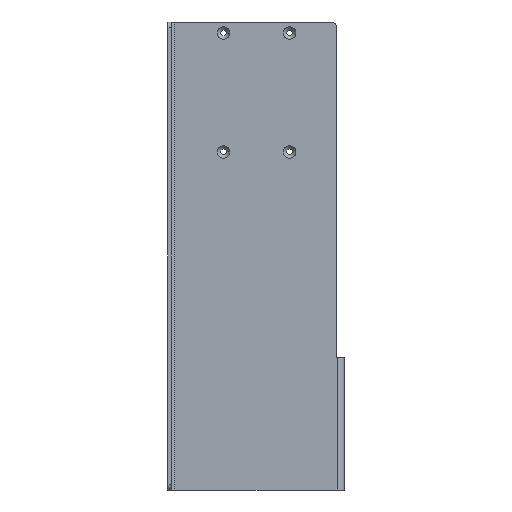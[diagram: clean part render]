
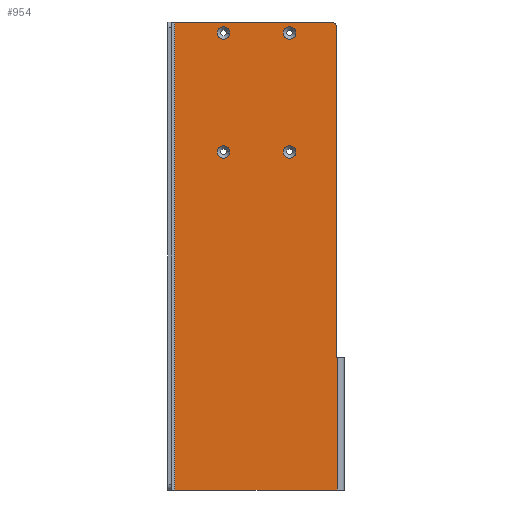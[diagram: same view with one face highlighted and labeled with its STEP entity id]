
A CAD part, left-side view. The second image highlights one B-rep face of the part: STEP entity #954.
In plain terms, the highlighted planar face has unit normal (-1, 0, 0).
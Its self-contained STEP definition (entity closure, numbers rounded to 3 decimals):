
#9 = CARTESIAN_POINT ( 'NONE',  ( -3., -74., 120. ) ) ;
#10 = VERTEX_POINT ( 'NONE', #1207 ) ;
#23 = EDGE_CURVE ( 'NONE', #1161, #581, #616, .T. ) ;
#26 = FACE_BOUND ( 'NONE', #512, .T. ) ;
#36 = CARTESIAN_POINT ( 'NONE',  ( -3., 29.5, 415. ) ) ;
#42 = VECTOR ( 'NONE', #668, 1000. ) ;
#45 = DIRECTION ( 'NONE',  ( 0., 0., 1. ) ) ;
#49 = CARTESIAN_POINT ( 'NONE',  ( -3., 29.5, 415. ) ) ;
#52 = CARTESIAN_POINT ( 'NONE',  ( -3., -30.5, 307. ) ) ;
#55 = DIRECTION ( 'NONE',  ( 0., -1., 0. ) ) ;
#56 = VERTEX_POINT ( 'NONE', #531 ) ;
#72 = LINE ( 'NONE', #767, #571 ) ;
#75 = ORIENTED_EDGE ( 'NONE', *, *, #547, .T. ) ;
#76 = EDGE_CURVE ( 'NONE', #646, #886, #267, .T. ) ;
#82 = CARTESIAN_POINT ( 'NONE',  ( -3., -68., 420. ) ) ;
#99 = ORIENTED_EDGE ( 'NONE', *, *, #23, .T. ) ;
#105 = EDGE_CURVE ( 'NONE', #749, #426, #1079, .T. ) ;
#121 = AXIS2_PLACEMENT_3D ( 'NONE', #635, #136, #1165 ) ;
#129 = CIRCLE ( 'NONE', #1114, 5.735 ) ;
#136 = DIRECTION ( 'NONE',  ( 1., 0., 0. ) ) ;
#167 = EDGE_LOOP ( 'NONE', ( #1127, #481 ) ) ;
#176 = CARTESIAN_POINT ( 'NONE',  ( -3., -30.5, 409.265 ) ) ;
#192 = EDGE_CURVE ( 'NONE', #733, #581, #829, .T. ) ;
#194 = DIRECTION ( 'NONE',  ( 1., 0., 0. ) ) ;
#200 = DIRECTION ( 'NONE',  ( 1., 0., 0. ) ) ;
#202 = CIRCLE ( 'NONE', #593, 5.735 ) ;
#211 = CARTESIAN_POINT ( 'NONE',  ( -3., -30.5, 415. ) ) ;
#224 = CARTESIAN_POINT ( 'NONE',  ( -3., -68., 425. ) ) ;
#231 = EDGE_LOOP ( 'NONE', ( #1144, #1218, #1257, #574, #693, #99, #449 ) ) ;
#257 = CARTESIAN_POINT ( 'NONE',  ( -3., -30.5, 301.265 ) ) ;
#259 = DIRECTION ( 'NONE',  ( 0., -1., 0. ) ) ;
#267 = CIRCLE ( 'NONE', #882, 5.735 ) ;
#269 = CARTESIAN_POINT ( 'NONE',  ( -3., -30.5, 307. ) ) ;
#292 = CARTESIAN_POINT ( 'NONE',  ( -3., 74., 0. ) ) ;
#302 = VERTEX_POINT ( 'NONE', #257 ) ;
#304 = CARTESIAN_POINT ( 'NONE',  ( -3., -73., 120. ) ) ;
#308 = VECTOR ( 'NONE', #923, 1000. ) ;
#319 = EDGE_CURVE ( 'NONE', #10, #690, #460, .T. ) ;
#323 = FACE_OUTER_BOUND ( 'NONE', #231, .T. ) ;
#328 = AXIS2_PLACEMENT_3D ( 'NONE', #82, #493, #1139 ) ;
#343 = CARTESIAN_POINT ( 'NONE',  ( -3., 29.5, 409.265 ) ) ;
#357 = CARTESIAN_POINT ( 'NONE',  ( -3., 29.5, 415. ) ) ;
#358 = DIRECTION ( 'NONE',  ( 0., 0., 1. ) ) ;
#359 = EDGE_CURVE ( 'NONE', #606, #749, #129, .T. ) ;
#365 = CARTESIAN_POINT ( 'NONE',  ( -3., -73., 420. ) ) ;
#372 = CARTESIAN_POINT ( 'NONE',  ( -3., -80., 120. ) ) ;
#376 = ORIENTED_EDGE ( 'NONE', *, *, #105, .T. ) ;
#419 = EDGE_CURVE ( 'NONE', #1234, #1161, #570, .T. ) ;
#421 = AXIS2_PLACEMENT_3D ( 'NONE', #52, #447, #45 ) ;
#426 = VERTEX_POINT ( 'NONE', #1022 ) ;
#447 = DIRECTION ( 'NONE',  ( 1., 0., 0. ) ) ;
#448 = DIRECTION ( 'NONE',  ( 0., -1., 0. ) ) ;
#449 = ORIENTED_EDGE ( 'NONE', *, *, #192, .F. ) ;
#458 = DIRECTION ( 'NONE',  ( 1., 0., 0. ) ) ;
#460 = CIRCLE ( 'NONE', #913, 5.735 ) ;
#469 = EDGE_CURVE ( 'NONE', #886, #817, #1028, .T. ) ;
#481 = ORIENTED_EDGE ( 'NONE', *, *, #319, .T. ) ;
#493 = DIRECTION ( 'NONE',  ( 1., 0., 0. ) ) ;
#502 = ORIENTED_EDGE ( 'NONE', *, *, #469, .T. ) ;
#511 = CIRCLE ( 'NONE', #1208, 5.735 ) ;
#512 = EDGE_LOOP ( 'NONE', ( #572, #861, #502 ) ) ;
#528 = CARTESIAN_POINT ( 'NONE',  ( -3., 29.5, 312.735 ) ) ;
#531 = CARTESIAN_POINT ( 'NONE',  ( -3., 74., 425. ) ) ;
#547 = EDGE_CURVE ( 'NONE', #302, #992, #202, .T. ) ;
#570 = LINE ( 'NONE', #372, #308 ) ;
#571 = VECTOR ( 'NONE', #1252, 1000. ) ;
#572 = ORIENTED_EDGE ( 'NONE', *, *, #865, .T. ) ;
#574 = ORIENTED_EDGE ( 'NONE', *, *, #1131, .T. ) ;
#577 = EDGE_CURVE ( 'NONE', #878, #1254, #699, .T. ) ;
#581 = VERTEX_POINT ( 'NONE', #365 ) ;
#593 = AXIS2_PLACEMENT_3D ( 'NONE', #269, #1044, #724 ) ;
#596 = EDGE_CURVE ( 'NONE', #690, #10, #934, .T. ) ;
#606 = VERTEX_POINT ( 'NONE', #834 ) ;
#616 = LINE ( 'NONE', #729, #1191 ) ;
#632 = VECTOR ( 'NONE', #1266, 1000. ) ;
#634 = DIRECTION ( 'NONE',  ( 0., -1., 0. ) ) ;
#635 = CARTESIAN_POINT ( 'NONE',  ( -3., -30.5, 415. ) ) ;
#646 = VERTEX_POINT ( 'NONE', #1067 ) ;
#665 = DIRECTION ( 'NONE',  ( 0., -1., 0. ) ) ;
#668 = DIRECTION ( 'NONE',  ( 0., 1., 0. ) ) ;
#671 = VECTOR ( 'NONE', #944, 1000. ) ;
#690 = VERTEX_POINT ( 'NONE', #176 ) ;
#693 = ORIENTED_EDGE ( 'NONE', *, *, #419, .T. ) ;
#699 = LINE ( 'NONE', #927, #671 ) ;
#715 = ORIENTED_EDGE ( 'NONE', *, *, #800, .T. ) ;
#724 = DIRECTION ( 'NONE',  ( 0., 0., 1. ) ) ;
#729 = CARTESIAN_POINT ( 'NONE',  ( -3., -73., 120. ) ) ;
#733 = VERTEX_POINT ( 'NONE', #224 ) ;
#746 = CARTESIAN_POINT ( 'NONE',  ( -3., -74., 0. ) ) ;
#749 = VERTEX_POINT ( 'NONE', #528 ) ;
#761 = CARTESIAN_POINT ( 'NONE',  ( -3., 0., 425. ) ) ;
#767 = CARTESIAN_POINT ( 'NONE',  ( -3., -74., 425. ) ) ;
#775 = AXIS2_PLACEMENT_3D ( 'NONE', #761, #1247, #665 ) ;
#787 = FACE_BOUND ( 'NONE', #167, .T. ) ;
#799 = DIRECTION ( 'NONE',  ( 0., -1., 0. ) ) ;
#800 = EDGE_CURVE ( 'NONE', #426, #606, #511, .T. ) ;
#816 = CARTESIAN_POINT ( 'NONE',  ( -3., 74., 0. ) ) ;
#817 = VERTEX_POINT ( 'NONE', #343 ) ;
#822 = FACE_BOUND ( 'NONE', #1045, .T. ) ;
#829 = CIRCLE ( 'NONE', #328, 5. ) ;
#832 = DIRECTION ( 'NONE',  ( 0., -1., 0. ) ) ;
#834 = CARTESIAN_POINT ( 'NONE',  ( -3., 29.5, 301.265 ) ) ;
#847 = CARTESIAN_POINT ( 'NONE',  ( -3., 23.765, 415. ) ) ;
#854 = DIRECTION ( 'NONE',  ( 1., 0., 0. ) ) ;
#860 = DIRECTION ( 'NONE',  ( 1., 0., 0. ) ) ;
#861 = ORIENTED_EDGE ( 'NONE', *, *, #76, .T. ) ;
#865 = EDGE_CURVE ( 'NONE', #817, #646, #1192, .T. ) ;
#873 = EDGE_CURVE ( 'NONE', #992, #302, #1163, .T. ) ;
#878 = VERTEX_POINT ( 'NONE', #746 ) ;
#882 = AXIS2_PLACEMENT_3D ( 'NONE', #49, #458, #55 ) ;
#886 = VERTEX_POINT ( 'NONE', #847 ) ;
#891 = LINE ( 'NONE', #292, #632 ) ;
#913 = AXIS2_PLACEMENT_3D ( 'NONE', #211, #1174, #358 ) ;
#923 = DIRECTION ( 'NONE',  ( 0., 1., 0. ) ) ;
#927 = CARTESIAN_POINT ( 'NONE',  ( -3., 80., 0. ) ) ;
#934 = CIRCLE ( 'NONE', #121, 5.735 ) ;
#944 = DIRECTION ( 'NONE',  ( 0., 1., 0. ) ) ;
#954 = ADVANCED_FACE ( 'NONE', ( #323, #26, #822, #1047, #787 ), #1153, .T. ) ;
#982 = EDGE_LOOP ( 'NONE', ( #75, #1006 ) ) ;
#987 = AXIS2_PLACEMENT_3D ( 'NONE', #36, #860, #832 ) ;
#992 = VERTEX_POINT ( 'NONE', #1059 ) ;
#1006 = ORIENTED_EDGE ( 'NONE', *, *, #873, .T. ) ;
#1010 = AXIS2_PLACEMENT_3D ( 'NONE', #1034, #200, #448 ) ;
#1020 = CARTESIAN_POINT ( 'NONE',  ( -3., 29.5, 307. ) ) ;
#1022 = CARTESIAN_POINT ( 'NONE',  ( -3., 23.765, 307. ) ) ;
#1028 = CIRCLE ( 'NONE', #987, 5.735 ) ;
#1034 = CARTESIAN_POINT ( 'NONE',  ( -3., 29.5, 307. ) ) ;
#1044 = DIRECTION ( 'NONE',  ( 1., 0., 0. ) ) ;
#1045 = EDGE_LOOP ( 'NONE', ( #1196, #376, #715 ) ) ;
#1047 = FACE_BOUND ( 'NONE', #982, .T. ) ;
#1059 = CARTESIAN_POINT ( 'NONE',  ( -3., -30.5, 312.735 ) ) ;
#1061 = LINE ( 'NONE', #1277, #42 ) ;
#1067 = CARTESIAN_POINT ( 'NONE',  ( -3., 29.5, 420.735 ) ) ;
#1069 = EDGE_CURVE ( 'NONE', #56, #1254, #891, .T. ) ;
#1079 = CIRCLE ( 'NONE', #1010, 5.735 ) ;
#1086 = AXIS2_PLACEMENT_3D ( 'NONE', #357, #854, #259 ) ;
#1114 = AXIS2_PLACEMENT_3D ( 'NONE', #1020, #194, #799 ) ;
#1116 = CARTESIAN_POINT ( 'NONE',  ( -3., 29.5, 307. ) ) ;
#1127 = ORIENTED_EDGE ( 'NONE', *, *, #596, .T. ) ;
#1131 = EDGE_CURVE ( 'NONE', #878, #1234, #72, .T. ) ;
#1139 = DIRECTION ( 'NONE',  ( 0., 0., -1. ) ) ;
#1144 = ORIENTED_EDGE ( 'NONE', *, *, #1147, .T. ) ;
#1147 = EDGE_CURVE ( 'NONE', #733, #56, #1061, .T. ) ;
#1153 = PLANE ( 'NONE',  #775 ) ;
#1161 = VERTEX_POINT ( 'NONE', #304 ) ;
#1163 = CIRCLE ( 'NONE', #421, 5.735 ) ;
#1165 = DIRECTION ( 'NONE',  ( 0., 0., 1. ) ) ;
#1174 = DIRECTION ( 'NONE',  ( 1., 0., 0. ) ) ;
#1191 = VECTOR ( 'NONE', #1216, 1000. ) ;
#1192 = CIRCLE ( 'NONE', #1086, 5.735 ) ;
#1196 = ORIENTED_EDGE ( 'NONE', *, *, #359, .T. ) ;
#1207 = CARTESIAN_POINT ( 'NONE',  ( -3., -30.5, 420.735 ) ) ;
#1208 = AXIS2_PLACEMENT_3D ( 'NONE', #1116, #1209, #634 ) ;
#1209 = DIRECTION ( 'NONE',  ( 1., 0., 0. ) ) ;
#1216 = DIRECTION ( 'NONE',  ( 0., 0., 1. ) ) ;
#1218 = ORIENTED_EDGE ( 'NONE', *, *, #1069, .T. ) ;
#1234 = VERTEX_POINT ( 'NONE', #9 ) ;
#1247 = DIRECTION ( 'NONE',  ( -1., 0., 0. ) ) ;
#1252 = DIRECTION ( 'NONE',  ( 0., 0., 1. ) ) ;
#1254 = VERTEX_POINT ( 'NONE', #816 ) ;
#1257 = ORIENTED_EDGE ( 'NONE', *, *, #577, .F. ) ;
#1266 = DIRECTION ( 'NONE',  ( 0., 0., -1. ) ) ;
#1277 = CARTESIAN_POINT ( 'NONE',  ( -3., 80., 425. ) ) ;
